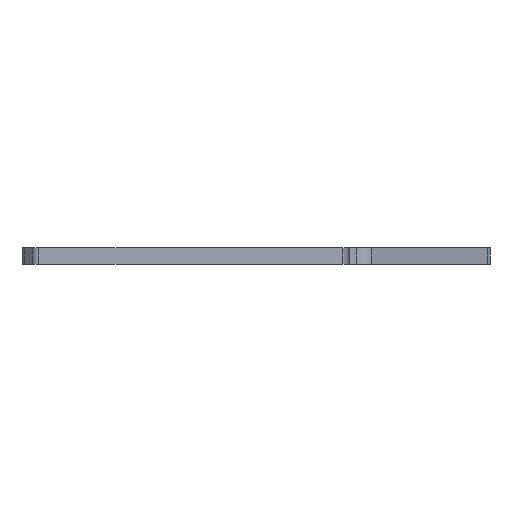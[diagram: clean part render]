
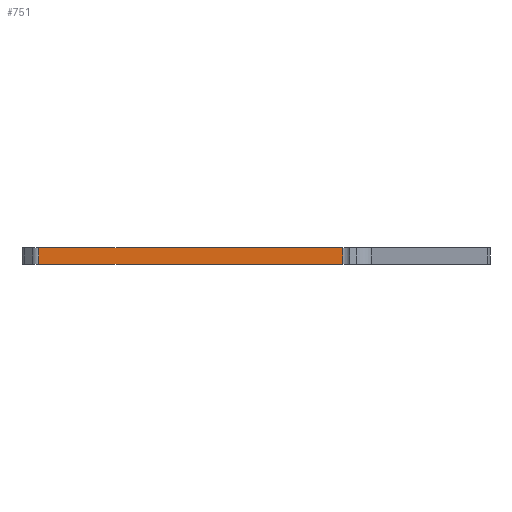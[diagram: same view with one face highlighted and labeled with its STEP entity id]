
A CAD part, left-side view. The second image highlights one B-rep face of the part: STEP entity #751.
In plain terms, the highlighted planar face has unit normal (-1, 0, 0).
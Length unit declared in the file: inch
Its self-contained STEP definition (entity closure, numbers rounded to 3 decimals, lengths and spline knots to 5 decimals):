
#38=PLANE('',#853);
#68=FACE_OUTER_BOUND('',#122,.T.);
#122=EDGE_LOOP('',(#638,#639,#640,#641));
#156=LINE('',#1181,#222);
#181=LINE('',#1257,#247);
#191=LINE('',#1286,#257);
#192=LINE('',#1287,#258);
#222=VECTOR('',#955,0.3937);
#247=VECTOR('',#1020,0.3937);
#257=VECTOR('',#1050,0.3937);
#258=VECTOR('',#1051,0.3937);
#344=VERTEX_POINT('',#1178);
#345=VERTEX_POINT('',#1180);
#375=VERTEX_POINT('',#1254);
#376=VERTEX_POINT('',#1256);
#425=EDGE_CURVE('',#344,#345,#156,.T.);
#464=EDGE_CURVE('',#376,#375,#181,.T.);
#479=EDGE_CURVE('',#376,#344,#191,.T.);
#480=EDGE_CURVE('',#345,#375,#192,.T.);
#638=ORIENTED_EDGE('',*,*,#479,.F.);
#639=ORIENTED_EDGE('',*,*,#464,.T.);
#640=ORIENTED_EDGE('',*,*,#480,.F.);
#641=ORIENTED_EDGE('',*,*,#425,.F.);
#751=ADVANCED_FACE('',(#68),#38,.T.);
#853=AXIS2_PLACEMENT_3D('',#1285,#1048,#1049);
#955=DIRECTION('',(0.,-1.,0.));
#1020=DIRECTION('',(0.,-1.,0.));
#1048=DIRECTION('center_axis',(-1.,0.,0.));
#1049=DIRECTION('ref_axis',(0.,-1.,0.));
#1050=DIRECTION('',(0.,0.,1.));
#1051=DIRECTION('',(0.,0.,-1.));
#1178=CARTESIAN_POINT('',(-0.125,3.22411,0.125));
#1180=CARTESIAN_POINT('',(-0.125,0.96937,0.125));
#1181=CARTESIAN_POINT('',(-0.125,3.375,0.125));
#1254=CARTESIAN_POINT('',(-0.125,0.96937,0.));
#1256=CARTESIAN_POINT('',(-0.125,3.22411,0.));
#1257=CARTESIAN_POINT('',(-0.125,3.375,0.));
#1285=CARTESIAN_POINT('Origin',(-0.125,3.375,0.));
#1286=CARTESIAN_POINT('',(-0.125,3.22411,0.));
#1287=CARTESIAN_POINT('',(-0.125,0.96937,0.));
